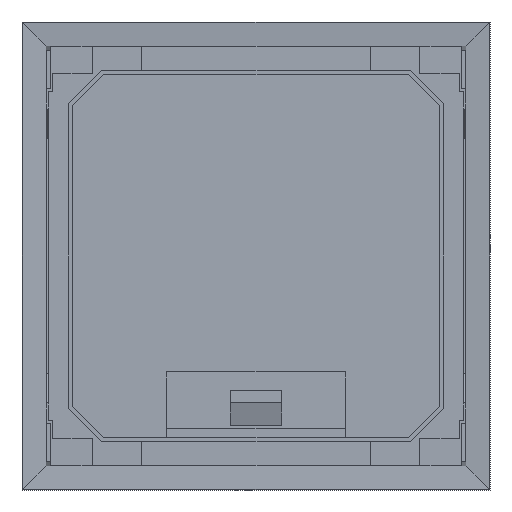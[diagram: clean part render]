
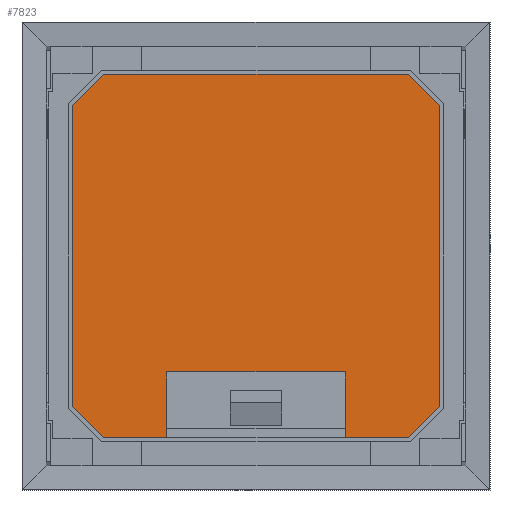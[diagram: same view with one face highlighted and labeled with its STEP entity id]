
A CAD part, front view. The second image highlights one B-rep face of the part: STEP entity #7823.
In plain terms, the highlighted planar face has unit normal (0, -1, 0).
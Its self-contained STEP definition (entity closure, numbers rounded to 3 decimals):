
#5991=DIRECTION('',(0.,0.,-1.));
#5992=VECTOR('',#5991,194.75);
#5993=CARTESIAN_POINT('',(97.5,0.,69.));
#5994=LINE('',#5993,#5992);
#5995=DIRECTION('',(0.,0.,1.));
#5996=VECTOR('',#5995,194.75);
#5997=CARTESIAN_POINT('',(-97.5,0.,-125.75));
#5998=LINE('',#5997,#5996);
#6043=DIRECTION('',(1.,0.,0.));
#6044=VECTOR('',#6043,85.2);
#6045=CARTESIAN_POINT('',(-42.6,0.,-83.75));
#6046=LINE('',#6045,#6044);
#7309=DIRECTION('',(0.,0.,1.));
#7310=VECTOR('',#7309,42.);
#7311=CARTESIAN_POINT('',(-42.6,0.,-125.75));
#7312=LINE('',#7311,#7310);
#7317=DIRECTION('',(1.,0.,0.));
#7318=VECTOR('',#7317,54.9);
#7319=CARTESIAN_POINT('',(-97.5,0.,-125.75));
#7320=LINE('',#7319,#7318);
#7329=DIRECTION('',(-1.,0.,0.));
#7330=VECTOR('',#7329,195.);
#7331=CARTESIAN_POINT('',(97.5,0.,69.));
#7332=LINE('',#7331,#7330);
#7337=DIRECTION('',(0.,0.,-1.));
#7338=VECTOR('',#7337,42.);
#7339=CARTESIAN_POINT('',(42.6,0.,-83.75));
#7340=LINE('',#7339,#7338);
#7345=DIRECTION('',(1.,0.,0.));
#7346=VECTOR('',#7345,54.9);
#7347=CARTESIAN_POINT('',(42.6,0.,-125.75));
#7348=LINE('',#7347,#7346);
#7401=CARTESIAN_POINT('',(97.5,0.,69.));
#7402=CARTESIAN_POINT('',(97.5,0.,-125.75));
#7403=VERTEX_POINT('',#7401);
#7404=VERTEX_POINT('',#7402);
#7405=CARTESIAN_POINT('',(42.6,0.,-125.75));
#7406=VERTEX_POINT('',#7405);
#7407=CARTESIAN_POINT('',(42.6,0.,-83.75));
#7408=VERTEX_POINT('',#7407);
#7409=CARTESIAN_POINT('',(-42.6,0.,-83.75));
#7410=VERTEX_POINT('',#7409);
#7411=CARTESIAN_POINT('',(-42.6,0.,-125.75));
#7412=VERTEX_POINT('',#7411);
#7413=CARTESIAN_POINT('',(-97.5,0.,-125.75));
#7414=VERTEX_POINT('',#7413);
#7415=CARTESIAN_POINT('',(-97.5,0.,69.));
#7416=VERTEX_POINT('',#7415);
#7800=CARTESIAN_POINT('',(0.,0.,0.));
#7801=DIRECTION('',(0.,1.,0.));
#7802=DIRECTION('',(1.,0.,0.));
#7803=AXIS2_PLACEMENT_3D('',#7800,#7801,#7802);
#7804=PLANE('',#7803);
#7806=ORIENTED_EDGE('',*,*,#7805,.T.);
#7808=ORIENTED_EDGE('',*,*,#7807,.F.);
#7810=ORIENTED_EDGE('',*,*,#7809,.F.);
#7812=ORIENTED_EDGE('',*,*,#7811,.F.);
#7814=ORIENTED_EDGE('',*,*,#7813,.F.);
#7816=ORIENTED_EDGE('',*,*,#7815,.F.);
#7818=ORIENTED_EDGE('',*,*,#7817,.T.);
#7820=ORIENTED_EDGE('',*,*,#7819,.F.);
#7821=EDGE_LOOP('',(#7806,#7808,#7810,#7812,#7814,#7816,#7818,#7820));
#7822=FACE_OUTER_BOUND('',#7821,.F.);
#7805=EDGE_CURVE('',#7403,#7404,#5994,.T.);
#7807=EDGE_CURVE('',#7406,#7404,#7348,.T.);
#7809=EDGE_CURVE('',#7408,#7406,#7340,.T.);
#7811=EDGE_CURVE('',#7410,#7408,#6046,.T.);
#7813=EDGE_CURVE('',#7412,#7410,#7312,.T.);
#7815=EDGE_CURVE('',#7414,#7412,#7320,.T.);
#7817=EDGE_CURVE('',#7414,#7416,#5998,.T.);
#7819=EDGE_CURVE('',#7403,#7416,#7332,.T.);
#7823=ADVANCED_FACE('',(#7822),#7804,.F.);
